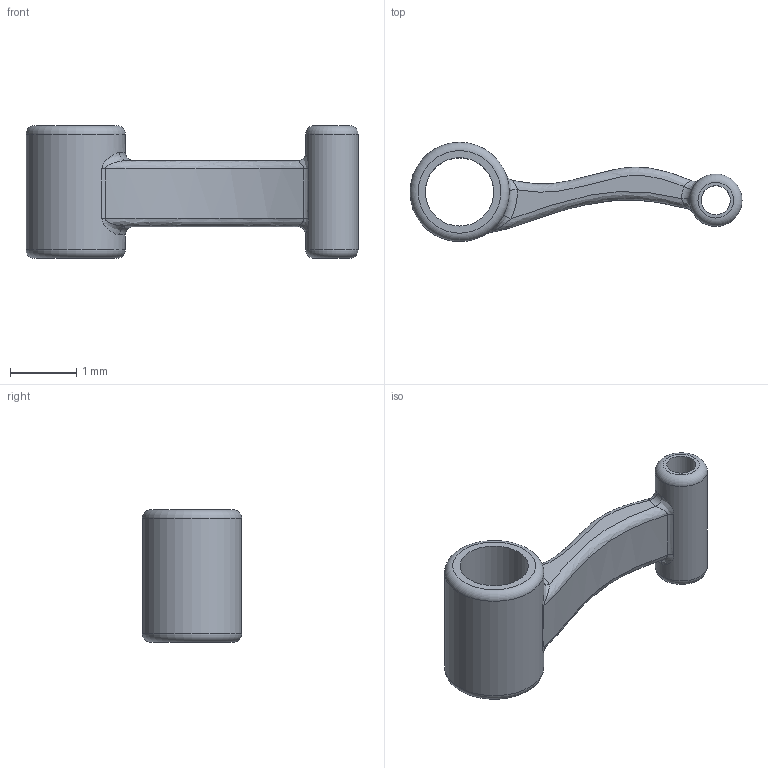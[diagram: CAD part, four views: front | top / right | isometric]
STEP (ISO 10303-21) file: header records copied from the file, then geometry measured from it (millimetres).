
FILE_DESCRIPTION(('a Product shape'),'1');
FILE_NAME('Euclid Shape Model','1998-09-10T11:31:03',('Author Name'),( 'MATRA-DATAVISION'),'OL-2.0B','EUCLID','Authorisation status');
FILE_SCHEMA(('AUTOMOTIVE_DESIGN_CC1 { 1 2 10303 214 -1 1 3 2}'));
Length unit declared in the file: millimetre
Products named in the file (1): the product name
Bounding box: 5.02 x 1.5 x 2 mm (x, y, z)
Volume: 3.8 mm3; surface area: 32.2 mm2
Topology: 1 solids, 1 shells, 37 faces, 108 edges, 74 vertices
Faces by surface type: bspline 18, torus 9, plane 6, cylinder 4
Full cylindrical faces by diameter (mm): 0.44 x1, 0.791 x1, 1.034 x1, 1.5 x1
Entity records: 18368 total; most frequent: CARTESIAN_POINT 16650, ORIENTED_EDGE 216, PCURVE 216, DEFINITIONAL_REPRESENTATION 216, B_SPLINE_CURVE_WITH_KNOTS 208, DIRECTION 205, EDGE_CURVE 108, SURFACE_CURVE 99
